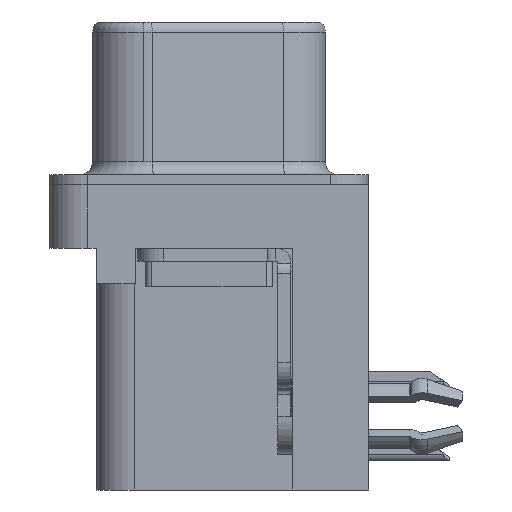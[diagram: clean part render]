
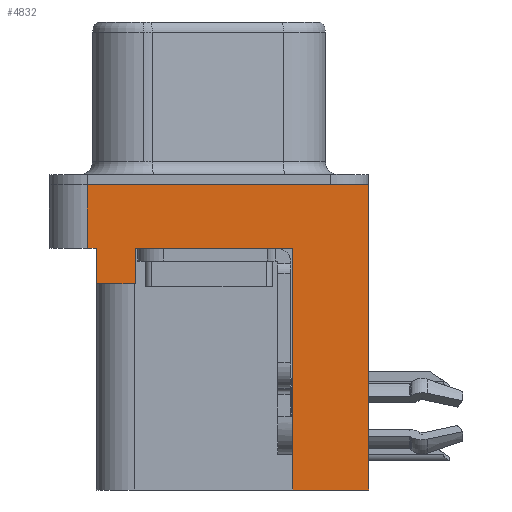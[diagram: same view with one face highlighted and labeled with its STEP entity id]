
A CAD part, left-side view. The second image highlights one B-rep face of the part: STEP entity #4832.
In plain terms, the highlighted planar face has unit normal (-1, 0, 0).
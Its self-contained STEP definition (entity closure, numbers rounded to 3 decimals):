
#712 = VERTEX_POINT ( 'NONE', #11872 ) ;
#862 = CARTESIAN_POINT ( 'NONE',  ( -2.935, -6.275, -2.5 ) ) ;
#1309 = ORIENTED_EDGE ( 'NONE', *, *, #2447, .F. ) ;
#1930 = EDGE_CURVE ( 'NONE', #8518, #9819, #16102, .T. ) ;
#1981 = EDGE_CURVE ( 'NONE', #9819, #8241, #13520, .T. ) ;
#2447 = EDGE_CURVE ( 'NONE', #8443, #14983, #13266, .T. ) ;
#2460 = VECTOR ( 'NONE', #5114, 1000. ) ;
#2677 = ORIENTED_EDGE ( 'NONE', *, *, #16901, .T. ) ;
#3075 = DIRECTION ( 'NONE',  ( 0., -1., 0. ) ) ;
#3477 = CARTESIAN_POINT ( 'NONE',  ( -2.935, 2.895, -2.5 ) ) ;
#3625 = CARTESIAN_POINT ( 'NONE',  ( -2.935, -3.295, -12. ) ) ;
#3757 = ORIENTED_EDGE ( 'NONE', *, *, #16335, .F. ) ;
#4121 = LINE ( 'NONE', #7202, #6917 ) ;
#4807 = EDGE_CURVE ( 'NONE', #712, #14710, #13828, .T. ) ;
#4832 = ADVANCED_FACE ( 'NONE', ( #15366 ), #14448, .T. ) ;
#4948 = CARTESIAN_POINT ( 'NONE',  ( -2.935, -3.295, -12. ) ) ;
#5114 = DIRECTION ( 'NONE',  ( 0., -1., 0. ) ) ;
#5183 = DIRECTION ( 'NONE',  ( 0., 0., 1. ) ) ;
#5438 = ORIENTED_EDGE ( 'NONE', *, *, #12057, .F. ) ;
#5542 = CARTESIAN_POINT ( 'NONE',  ( -2.935, 4.425, -3.9 ) ) ;
#5711 = DIRECTION ( 'NONE',  ( 0., 0., 1. ) ) ;
#6069 = EDGE_LOOP ( 'NONE', ( #5438, #3757, #14219, #6213, #14987, #16714, #9716, #16526, #1309, #2677 ) ) ;
#6213 = ORIENTED_EDGE ( 'NONE', *, *, #12024, .F. ) ;
#6556 = CARTESIAN_POINT ( 'NONE',  ( -2.935, -6.275, -2.5 ) ) ;
#6917 = VECTOR ( 'NONE', #7480, 1000. ) ;
#7202 = CARTESIAN_POINT ( 'NONE',  ( -2.935, -6.275, -2.5 ) ) ;
#7205 = VECTOR ( 'NONE', #8103, 1000. ) ;
#7480 = DIRECTION ( 'NONE',  ( 0., 0., 1. ) ) ;
#7825 = LINE ( 'NONE', #3625, #17678 ) ;
#7900 = CARTESIAN_POINT ( 'NONE',  ( -2.935, 4.775, -2.5 ) ) ;
#8019 = VECTOR ( 'NONE', #16705, 1000. ) ;
#8103 = DIRECTION ( 'NONE',  ( 0., 0., 1. ) ) ;
#8108 = CARTESIAN_POINT ( 'NONE',  ( -2.935, -6.275, -2.5 ) ) ;
#8173 = DIRECTION ( 'NONE',  ( 0., 0., 1. ) ) ;
#8241 = VERTEX_POINT ( 'NONE', #15400 ) ;
#8308 = CARTESIAN_POINT ( 'NONE',  ( -2.935, 4.425, -2.5 ) ) ;
#8443 = VERTEX_POINT ( 'NONE', #20997 ) ;
#8488 = VECTOR ( 'NONE', #9846, 1000. ) ;
#8517 = LINE ( 'NONE', #5542, #8019 ) ;
#8518 = VERTEX_POINT ( 'NONE', #16096 ) ;
#8703 = CARTESIAN_POINT ( 'NONE',  ( -2.935, -6.275, 0. ) ) ;
#9014 = VECTOR ( 'NONE', #15547, 1000. ) ;
#9043 = VECTOR ( 'NONE', #3075, 1000. ) ;
#9716 = ORIENTED_EDGE ( 'NONE', *, *, #1981, .T. ) ;
#9819 = VERTEX_POINT ( 'NONE', #3477 ) ;
#9845 = VERTEX_POINT ( 'NONE', #18213 ) ;
#9846 = DIRECTION ( 'NONE',  ( 0., 1., 0. ) ) ;
#9972 = LINE ( 'NONE', #7900, #7205 ) ;
#11281 = CARTESIAN_POINT ( 'NONE',  ( -2.935, -6.275, 0. ) ) ;
#11350 = CARTESIAN_POINT ( 'NONE',  ( -2.935, 4.425, -3.9 ) ) ;
#11586 = LINE ( 'NONE', #11281, #2460 ) ;
#11872 = CARTESIAN_POINT ( 'NONE',  ( -2.935, 4.775, -2.5 ) ) ;
#12024 = EDGE_CURVE ( 'NONE', #9845, #14710, #13866, .T. ) ;
#12057 = EDGE_CURVE ( 'NONE', #17382, #17181, #11586, .T. ) ;
#12150 = EDGE_CURVE ( 'NONE', #14983, #8241, #7825, .T. ) ;
#13266 = LINE ( 'NONE', #4948, #8488 ) ;
#13520 = LINE ( 'NONE', #862, #9014 ) ;
#13828 = LINE ( 'NONE', #6556, #9043 ) ;
#13866 = LINE ( 'NONE', #11350, #18695 ) ;
#14219 = ORIENTED_EDGE ( 'NONE', *, *, #4807, .T. ) ;
#14448 = PLANE ( 'NONE',  #20970 ) ;
#14710 = VERTEX_POINT ( 'NONE', #8308 ) ;
#14983 = VERTEX_POINT ( 'NONE', #20208 ) ;
#14987 = ORIENTED_EDGE ( 'NONE', *, *, #15064, .F. ) ;
#15064 = EDGE_CURVE ( 'NONE', #8518, #9845, #8517, .T. ) ;
#15366 = FACE_OUTER_BOUND ( 'NONE', #6069, .T. ) ;
#15400 = CARTESIAN_POINT ( 'NONE',  ( -2.935, -3.295, -2.5 ) ) ;
#15547 = DIRECTION ( 'NONE',  ( 0., -1., 0. ) ) ;
#16096 = CARTESIAN_POINT ( 'NONE',  ( -2.935, 2.895, -3.9 ) ) ;
#16102 = LINE ( 'NONE', #18509, #18123 ) ;
#16335 = EDGE_CURVE ( 'NONE', #712, #17382, #9972, .T. ) ;
#16526 = ORIENTED_EDGE ( 'NONE', *, *, #12150, .F. ) ;
#16705 = DIRECTION ( 'NONE',  ( 0., 1., 0. ) ) ;
#16714 = ORIENTED_EDGE ( 'NONE', *, *, #1930, .T. ) ;
#16901 = EDGE_CURVE ( 'NONE', #8443, #17181, #4121, .T. ) ;
#17181 = VERTEX_POINT ( 'NONE', #8703 ) ;
#17382 = VERTEX_POINT ( 'NONE', #20055 ) ;
#17668 = DIRECTION ( 'NONE',  ( -1., 0., 0. ) ) ;
#17678 = VECTOR ( 'NONE', #5183, 1000. ) ;
#18123 = VECTOR ( 'NONE', #5711, 1000. ) ;
#18213 = CARTESIAN_POINT ( 'NONE',  ( -2.935, 4.425, -3.9 ) ) ;
#18509 = CARTESIAN_POINT ( 'NONE',  ( -2.935, 2.895, -3.9 ) ) ;
#18695 = VECTOR ( 'NONE', #8173, 1000. ) ;
#19442 = DIRECTION ( 'NONE',  ( 0., 0., 1. ) ) ;
#20055 = CARTESIAN_POINT ( 'NONE',  ( -2.935, 4.775, 0. ) ) ;
#20208 = CARTESIAN_POINT ( 'NONE',  ( -2.935, -3.295, -12. ) ) ;
#20970 = AXIS2_PLACEMENT_3D ( 'NONE', #8108, #17668, #19442 ) ;
#20997 = CARTESIAN_POINT ( 'NONE',  ( -2.935, -6.275, -12. ) ) ;
